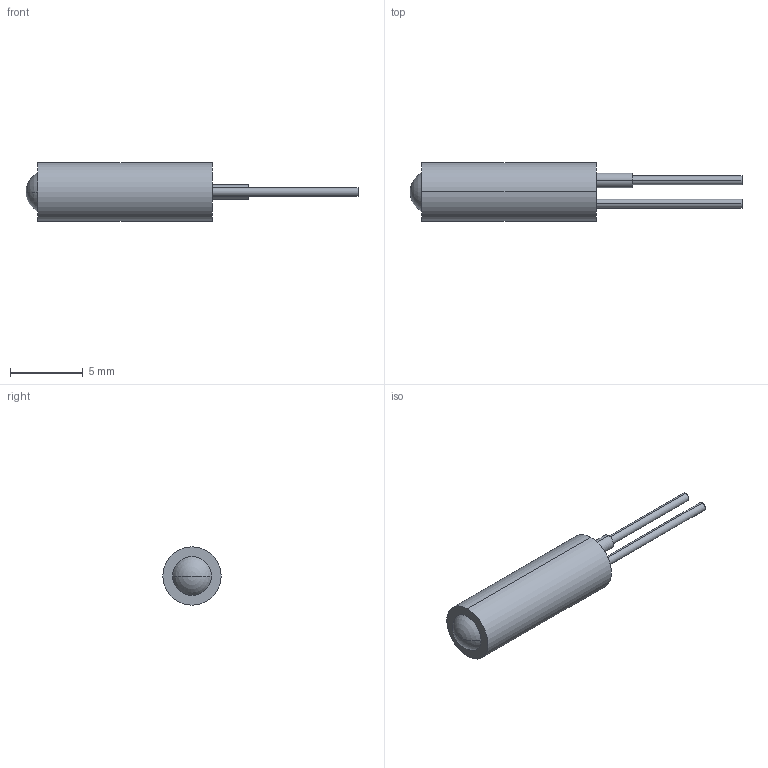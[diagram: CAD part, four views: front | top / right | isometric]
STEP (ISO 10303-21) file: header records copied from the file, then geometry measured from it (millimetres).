
FILE_DESCRIPTION(('STEP AP203'),'1');
FILE_NAME('BP4SWA.stp','2015-10-16T06:19:43',(' '),(' '),'Spatial InterOp 3D',' ',' ');
FILE_SCHEMA(('CONFIG_CONTROL_DESIGN'));
Length unit declared in the file: millimetre
Products named in the file (1): 1
Bounding box: 22.8 x 4 x 4 mm (x, y, z)
Volume: 160.2 mm3; surface area: 218.8 mm2
Topology: 1 solids, 1 shells, 15 faces, 31 edges, 20 vertices
Faces by surface type: cylinder 8, plane 5, sphere 2
Entity records: 444 total; most frequent: DIRECTION 82, CARTESIAN_POINT 65, ORIENTED_EDGE 58, AXIS2_PLACEMENT_3D 37, EDGE_CURVE 29, CIRCLE 21, VERTEX_POINT 20, EDGE_LOOP 19
